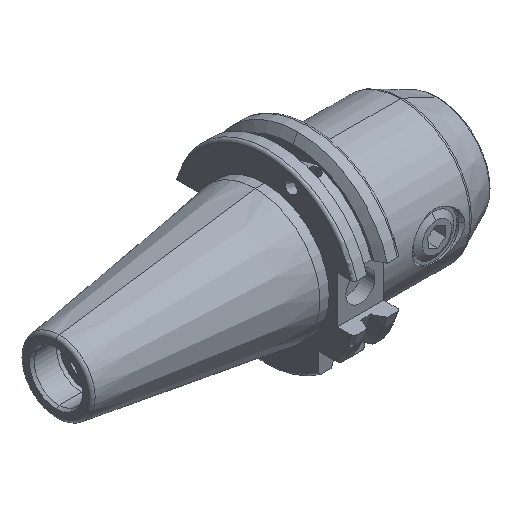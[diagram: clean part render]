
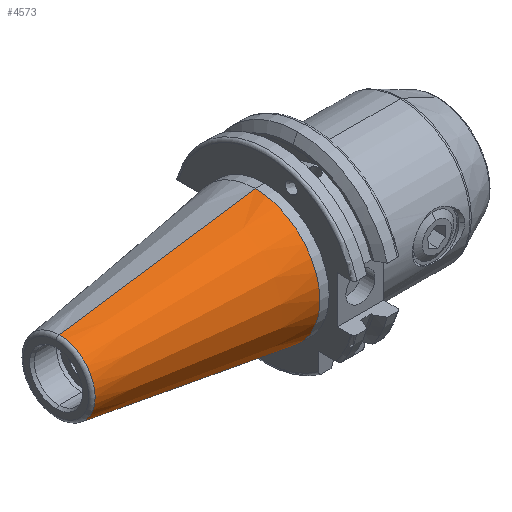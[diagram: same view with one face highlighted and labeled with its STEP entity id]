
A CAD part, isometric view. The second image highlights one B-rep face of the part: STEP entity #4573.
In plain terms, the highlighted conical face has half-angle 8.297 degrees and reference radius 22.225 mm.
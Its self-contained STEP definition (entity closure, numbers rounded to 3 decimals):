
#1734 = CARTESIAN_POINT ( 'NONE',  ( -67.373, 0., -12.4 ) ) ;
#1736 = DIRECTION ( 'NONE',  ( 0., 0., -1. ) ) ;
#1737 = DIRECTION ( 'NONE',  ( -1., 0., 0. ) ) ;
#1738 = CARTESIAN_POINT ( 'NONE',  ( 0., 0., 0. ) ) ;
#1739 = AXIS2_PLACEMENT_3D ( 'NONE', #1738, #1737, #1736 ) ;
#1761 = CIRCLE ( 'NONE', #1739, 22.225 ) ;
#1778 = CARTESIAN_POINT ( 'NONE',  ( 0., 0., -22.225 ) ) ;
#1836 = CARTESIAN_POINT ( 'NONE',  ( 0., 0., 22.225 ) ) ;
#1856 = DIRECTION ( 'NONE',  ( 0.99, 0., 0.144 ) ) ;
#1857 = VECTOR ( 'NONE', #1856, 1000. ) ;
#1858 = CARTESIAN_POINT ( 'NONE',  ( 0., 0., 22.225 ) ) ;
#1859 = LINE ( 'NONE', #1858, #1857 ) ;
#1906 = DIRECTION ( 'NONE',  ( 0., 0., -1. ) ) ;
#1907 = DIRECTION ( 'NONE',  ( -1., 0., 0. ) ) ;
#1908 = CARTESIAN_POINT ( 'NONE',  ( -67.373, 0., 0. ) ) ;
#1909 = AXIS2_PLACEMENT_3D ( 'NONE', #1908, #1907, #1906 ) ;
#1910 = CIRCLE ( 'NONE', #1909, 12.4 ) ;
#1923 = AXIS2_PLACEMENT_3D ( 'NONE', #1954, #1958, #1932 ) ;
#1924 = FACE_OUTER_BOUND ( 'NONE', #4565, .T. ) ;
#1932 = DIRECTION ( 'NONE',  ( 0., 0., 1. ) ) ;
#1942 = CONICAL_SURFACE ( 'NONE', #1923, 22.225, 0.145 ) ;
#1948 = CARTESIAN_POINT ( 'NONE',  ( -67.373, 0., 12.4 ) ) ;
#1954 = CARTESIAN_POINT ( 'NONE',  ( 0., 0., 0. ) ) ;
#1958 = DIRECTION ( 'NONE',  ( 1., 0., 0. ) ) ;
#2043 = DIRECTION ( 'NONE',  ( 0.99, 0., -0.144 ) ) ;
#2044 = VECTOR ( 'NONE', #2043, 1000. ) ;
#2045 = LINE ( 'NONE', #2046, #2044 ) ;
#2046 = CARTESIAN_POINT ( 'NONE',  ( 0., 0., -22.225 ) ) ;
#4479 = VERTEX_POINT ( 'NONE', #1778 ) ;
#4484 = ORIENTED_EDGE ( 'NONE', *, *, #4485, .T. ) ;
#4485 = EDGE_CURVE ( 'NONE', #4479, #4519, #1761, .T. ) ;
#4488 = VERTEX_POINT ( 'NONE', #1734 ) ;
#4519 = VERTEX_POINT ( 'NONE', #1836 ) ;
#4521 = ORIENTED_EDGE ( 'NONE', *, *, #4548, .F. ) ;
#4548 = EDGE_CURVE ( 'NONE', #4587, #4519, #1859, .T. ) ;
#4557 = EDGE_CURVE ( 'NONE', #4488, #4587, #1910, .T. ) ;
#4565 = EDGE_LOOP ( 'NONE', ( #4607, #4608, #4484, #4521 ) ) ;
#4573 = ADVANCED_FACE ( 'NONE', ( #1924 ), #1942, .T. ) ;
#4587 = VERTEX_POINT ( 'NONE', #1948 ) ;
#4598 = EDGE_CURVE ( 'NONE', #4488, #4479, #2045, .T. ) ;
#4607 = ORIENTED_EDGE ( 'NONE', *, *, #4557, .F. ) ;
#4608 = ORIENTED_EDGE ( 'NONE', *, *, #4598, .T. ) ;
